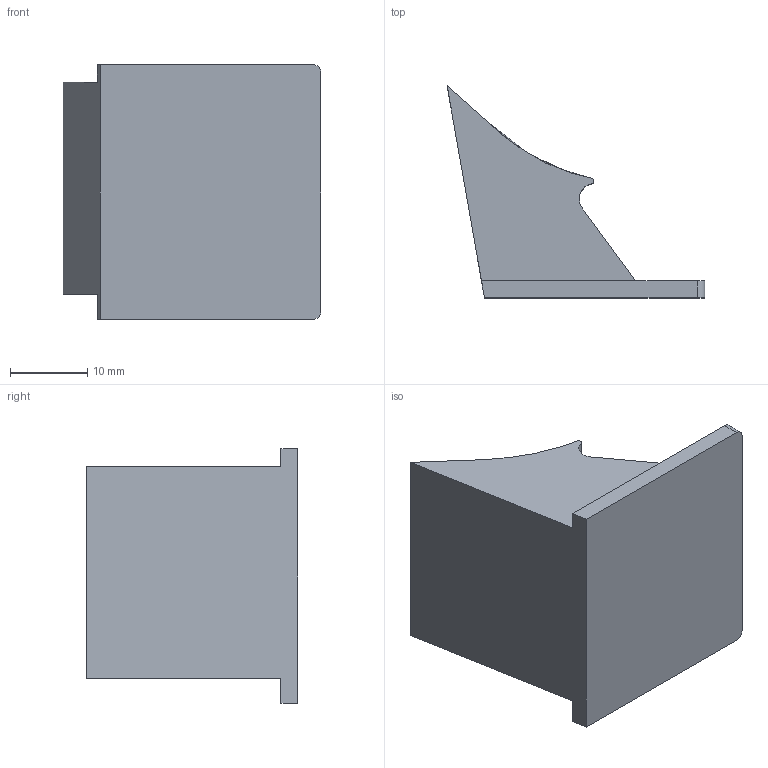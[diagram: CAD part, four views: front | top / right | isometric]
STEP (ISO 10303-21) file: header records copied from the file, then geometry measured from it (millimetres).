
FILE_DESCRIPTION(/* description */ (''),/* implementation_level */ '2;1');
FILE_NAME(/* name */ 'Spacer.step',/* time_stamp */ '2023-12-31T02:54:11-08:00',/* author */ (''),/* organization */ (''),/* preprocessor_version */ 'ST-DEVELOPER v20',/* originating_system */ 'Autodesk Translation Framework v12.14.0.127',/* authorisation */ '');
FILE_SCHEMA (('AUTOMOTIVE_DESIGN { 1 0 10303 214 3 1 1 }'));
Length unit declared in the file: millimetre
Products named in the file (1): P-TET-000145
Bounding box: 33.43 x 27.47 x 33 mm (x, y, z)
Volume: 10285.6 mm3; surface area: 4001.6 mm2
Topology: 2 solids, 2 shells, 16 faces, 44 edges, 32 vertices
Faces by surface type: plane 11, cylinder 4, bspline 1
Entity records: 614 total; most frequent: CARTESIAN_POINT 185, ORIENTED_EDGE 88, DIRECTION 75, EDGE_CURVE 44, VERTEX_POINT 32, LINE 27, VECTOR 27, AXIS2_PLACEMENT_3D 24
